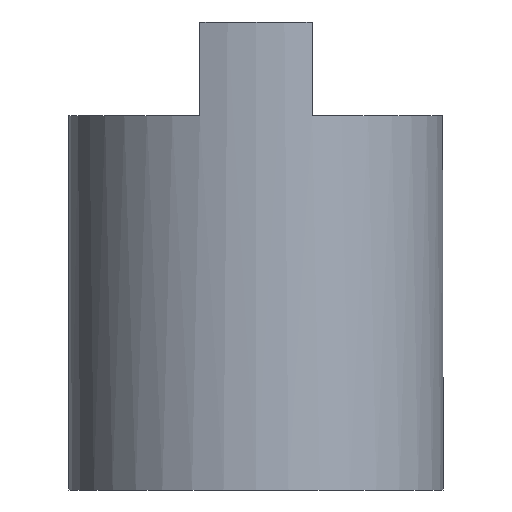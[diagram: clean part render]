
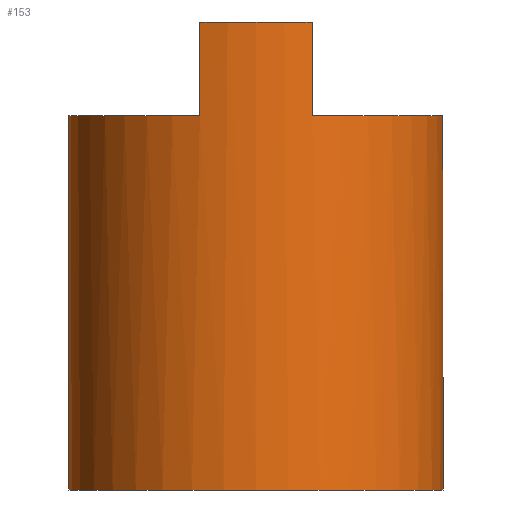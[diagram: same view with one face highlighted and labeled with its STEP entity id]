
A CAD part, front view. The second image highlights one B-rep face of the part: STEP entity #153.
In plain terms, the highlighted cylindrical face has radius 10 mm (diameter 20 mm), a full revolution.
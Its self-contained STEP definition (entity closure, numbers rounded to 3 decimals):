
#29=FACE_OUTER_BOUND('',#38,.T.);
#38=EDGE_LOOP('',(#128,#129,#130,#131,#132,#133,#134,#135,#136,#137,#138,
#139,#140));
#43=LINE('',#255,#53);
#45=LINE('',#258,#55);
#47=LINE('',#264,#57);
#49=LINE('',#267,#59);
#50=LINE('',#279,#60);
#53=VECTOR('',#207,10.);
#55=VECTOR('',#209,10.);
#57=VECTOR('',#213,10.);
#59=VECTOR('',#215,10.);
#60=VECTOR('',#234,10.);
#64=CIRCLE('',#182,10.);
#65=CIRCLE('',#183,10.);
#66=CIRCLE('',#185,10.);
#67=CIRCLE('',#186,10.);
#68=CIRCLE('',#188,10.);
#69=CIRCLE('',#190,10.);
#70=CIRCLE('',#191,10.);
#74=VERTEX_POINT('',#251);
#75=VERTEX_POINT('',#252);
#76=VERTEX_POINT('',#254);
#77=VERTEX_POINT('',#256);
#78=VERTEX_POINT('',#260);
#79=VERTEX_POINT('',#261);
#80=VERTEX_POINT('',#263);
#81=VERTEX_POINT('',#265);
#82=VERTEX_POINT('',#272);
#83=VERTEX_POINT('',#278);
#84=VERTEX_POINT('',#280);
#90=EDGE_CURVE('',#74,#76,#43,.T.);
#92=EDGE_CURVE('',#75,#77,#45,.T.);
#94=EDGE_CURVE('',#78,#80,#47,.T.);
#96=EDGE_CURVE('',#79,#81,#49,.T.);
#97=EDGE_CURVE('',#76,#81,#64,.T.);
#98=EDGE_CURVE('',#80,#77,#65,.T.);
#99=EDGE_CURVE('',#75,#82,#66,.T.);
#100=EDGE_CURVE('',#82,#74,#67,.T.);
#101=EDGE_CURVE('',#79,#78,#68,.T.);
#102=EDGE_CURVE('',#82,#83,#50,.T.);
#103=EDGE_CURVE('',#83,#84,#69,.T.);
#104=EDGE_CURVE('',#84,#83,#70,.T.);
#128=ORIENTED_EDGE('',*,*,#101,.F.);
#129=ORIENTED_EDGE('',*,*,#96,.T.);
#130=ORIENTED_EDGE('',*,*,#97,.F.);
#131=ORIENTED_EDGE('',*,*,#90,.F.);
#132=ORIENTED_EDGE('',*,*,#100,.F.);
#133=ORIENTED_EDGE('',*,*,#102,.T.);
#134=ORIENTED_EDGE('',*,*,#103,.T.);
#135=ORIENTED_EDGE('',*,*,#104,.T.);
#136=ORIENTED_EDGE('',*,*,#102,.F.);
#137=ORIENTED_EDGE('',*,*,#99,.F.);
#138=ORIENTED_EDGE('',*,*,#92,.T.);
#139=ORIENTED_EDGE('',*,*,#98,.F.);
#140=ORIENTED_EDGE('',*,*,#94,.F.);
#146=CYLINDRICAL_SURFACE('',#189,10.);
#153=ADVANCED_FACE('',(#29),#146,.T.);
#182=AXIS2_PLACEMENT_3D('',#269,#218,#219);
#183=AXIS2_PLACEMENT_3D('',#270,#220,#221);
#185=AXIS2_PLACEMENT_3D('',#273,#224,#225);
#186=AXIS2_PLACEMENT_3D('',#274,#226,#227);
#188=AXIS2_PLACEMENT_3D('',#276,#230,#231);
#189=AXIS2_PLACEMENT_3D('',#277,#232,#233);
#190=AXIS2_PLACEMENT_3D('',#281,#235,#236);
#191=AXIS2_PLACEMENT_3D('',#282,#237,#238);
#207=DIRECTION('',(0.,0.,1.));
#209=DIRECTION('',(0.,0.,1.));
#213=DIRECTION('',(0.,0.,1.));
#215=DIRECTION('',(0.,0.,1.));
#218=DIRECTION('center_axis',(0.,0.,1.));
#219=DIRECTION('ref_axis',(1.,0.,0.));
#220=DIRECTION('center_axis',(0.,0.,1.));
#221=DIRECTION('ref_axis',(1.,0.,0.));
#224=DIRECTION('center_axis',(0.,0.,1.));
#225=DIRECTION('ref_axis',(1.,0.,0.));
#226=DIRECTION('center_axis',(0.,0.,1.));
#227=DIRECTION('ref_axis',(1.,0.,0.));
#230=DIRECTION('center_axis',(0.,0.,1.));
#231=DIRECTION('ref_axis',(1.,0.,0.));
#232=DIRECTION('center_axis',(0.,0.,1.));
#233=DIRECTION('ref_axis',(1.,0.,0.));
#234=DIRECTION('',(0.,0.,-1.));
#235=DIRECTION('center_axis',(0.,0.,1.));
#236=DIRECTION('ref_axis',(1.,0.,0.));
#237=DIRECTION('center_axis',(0.,0.,1.));
#238=DIRECTION('ref_axis',(1.,0.,0.));
#251=CARTESIAN_POINT('',(-3.,-9.539,20.));
#252=CARTESIAN_POINT('',(-3.,9.539,20.));
#254=CARTESIAN_POINT('',(-3.,-9.539,25.));
#255=CARTESIAN_POINT('',(-3.,-9.539,20.));
#256=CARTESIAN_POINT('',(-3.,9.539,25.));
#258=CARTESIAN_POINT('',(-3.,9.539,20.));
#260=CARTESIAN_POINT('',(3.,9.539,20.));
#261=CARTESIAN_POINT('',(3.,-9.539,20.));
#263=CARTESIAN_POINT('',(3.,9.539,25.));
#264=CARTESIAN_POINT('',(3.,9.539,20.));
#265=CARTESIAN_POINT('',(3.,-9.539,25.));
#267=CARTESIAN_POINT('',(3.,-9.539,20.));
#269=CARTESIAN_POINT('Origin',(0.,0.,25.));
#270=CARTESIAN_POINT('Origin',(0.,0.,25.));
#272=CARTESIAN_POINT('',(-10.,0.,20.));
#273=CARTESIAN_POINT('Origin',(0.,0.,20.));
#274=CARTESIAN_POINT('Origin',(0.,0.,20.));
#276=CARTESIAN_POINT('Origin',(0.,0.,20.));
#277=CARTESIAN_POINT('Origin',(0.,0.,0.));
#278=CARTESIAN_POINT('',(-10.,0.,0.));
#279=CARTESIAN_POINT('',(-10.,0.,0.));
#280=CARTESIAN_POINT('',(10.,0.,0.));
#281=CARTESIAN_POINT('Origin',(0.,0.,0.));
#282=CARTESIAN_POINT('Origin',(0.,0.,0.));
